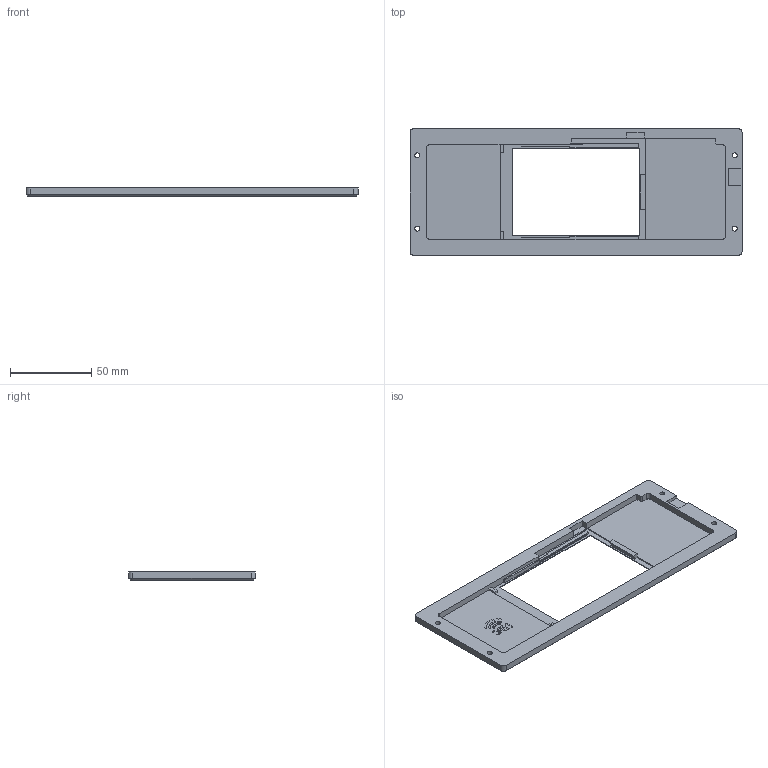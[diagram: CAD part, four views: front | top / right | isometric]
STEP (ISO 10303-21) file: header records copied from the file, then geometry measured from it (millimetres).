
FILE_DESCRIPTION(/* description */ (''),/* implementation_level */ '2;1');
FILE_NAME(/* name */ 'face.step',/* time_stamp */ '2025-03-31T09:48:54+02:00',/* author */ (''),/* organization */ (''),/* preprocessor_version */ 'ST-DEVELOPER v20.1',/* originating_system */ 'Autodesk Translation Framework v14.4.0.0',/* authorisation */ '');
FILE_SCHEMA (('AUTOMOTIVE_DESIGN { 1 0 10303 214 3 1 1 }'));
Length unit declared in the file: millimetre
Products named in the file (1): face2
Bounding box: 204 x 78 x 5 mm (x, y, z)
Volume: 30248.6 mm3; surface area: 29123.6 mm2
Topology: 7 solids, 7 shells, 288 faces, 781 edges, 514 vertices
Faces by surface type: bspline 152, plane 114, cylinder 14, cone 8
Full cylindrical faces by diameter (mm): 3.1 x4
Entity records: 9392 total; most frequent: CARTESIAN_POINT 3560, ORIENTED_EDGE 1562, DIRECTION 788, EDGE_CURVE 781, VERTEX_POINT 514, LINE 440, VECTOR 440, EDGE_LOOP 305
